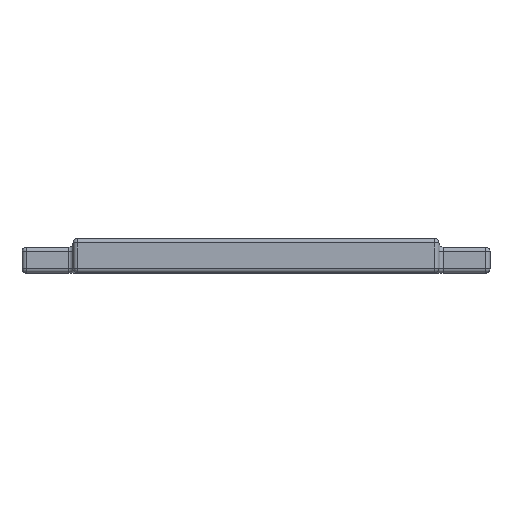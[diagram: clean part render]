
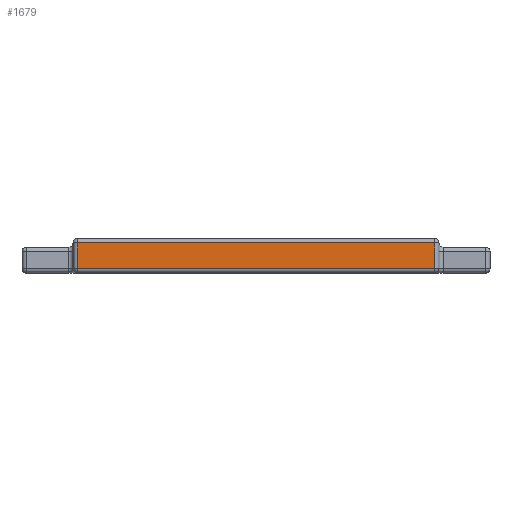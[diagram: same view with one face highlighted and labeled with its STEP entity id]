
A CAD part, top view. The second image highlights one B-rep face of the part: STEP entity #1679.
In plain terms, the highlighted planar face has unit normal (0, 0, 1).
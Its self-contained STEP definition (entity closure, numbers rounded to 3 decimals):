
#55=PLANE('',#1943);
#91=LINE('',#2880,#174);
#98=LINE('',#2906,#181);
#116=LINE('',#3008,#199);
#118=LINE('',#3013,#201);
#174=VECTOR('',#2283,10.);
#181=VECTOR('',#2312,10.);
#199=VECTOR('',#2444,10.);
#201=VECTOR('',#2450,10.);
#348=FACE_OUTER_BOUND('',#469,.T.);
#469=EDGE_LOOP('',(#1459,#1460,#1461,#1462));
#762=VERTEX_POINT('',#2870);
#764=VERTEX_POINT('',#2876);
#773=VERTEX_POINT('',#2904);
#800=VERTEX_POINT('',#3000);
#946=EDGE_CURVE('',#762,#764,#91,.T.);
#959=EDGE_CURVE('',#773,#762,#98,.T.);
#1012=EDGE_CURVE('',#764,#800,#116,.T.);
#1015=EDGE_CURVE('',#800,#773,#118,.T.);
#1459=ORIENTED_EDGE('',*,*,#946,.F.);
#1460=ORIENTED_EDGE('',*,*,#959,.F.);
#1461=ORIENTED_EDGE('',*,*,#1015,.F.);
#1462=ORIENTED_EDGE('',*,*,#1012,.F.);
#1679=ADVANCED_FACE('',(#348),#55,.T.);
#1943=AXIS2_PLACEMENT_3D('',#3051,#2504,#2505);
#2283=DIRECTION('',(0.,-1.,0.));
#2312=DIRECTION('',(1.,0.,0.));
#2444=DIRECTION('',(-1.,0.,0.));
#2450=DIRECTION('',(0.,1.,0.));
#2504=DIRECTION('center_axis',(0.,0.,1.));
#2505=DIRECTION('ref_axis',(1.,0.,0.));
#2870=CARTESIAN_POINT('',(48.5,3.5,0.));
#2876=CARTESIAN_POINT('',(48.5,0.5,0.));
#2880=CARTESIAN_POINT('',(48.5,0.,0.));
#2904=CARTESIAN_POINT('',(6.5,3.5,0.));
#2906=CARTESIAN_POINT('',(16.75,3.5,0.));
#3000=CARTESIAN_POINT('',(6.5,0.5,0.));
#3008=CARTESIAN_POINT('',(16.75,0.5,0.));
#3013=CARTESIAN_POINT('',(6.5,0.,0.));
#3051=CARTESIAN_POINT('Origin',(6.,0.,0.));
